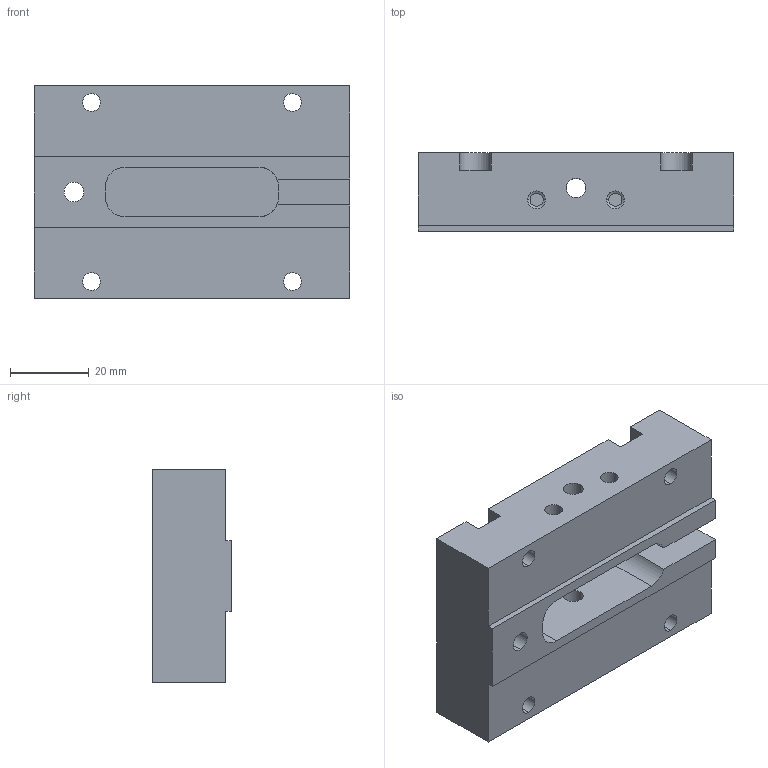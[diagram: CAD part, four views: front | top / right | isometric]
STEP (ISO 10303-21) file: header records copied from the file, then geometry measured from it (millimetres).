
FILE_DESCRIPTION (( 'STEP AP214' ), '1' );
FILE_NAME ('11_09_00_004_Fuehrungswagen_GSI_LMIX~c.STEP', '2012-11-28T14:30:19', ( ' ' ), ( ' ' ), 'SwSTEP 2.0', 'SolidWorks 2008', '' );
FILE_SCHEMA (( 'AUTOMOTIVE_DESIGN' ));
Length unit declared in the file: millimetre
Products named in the file (1): 11_09_00_004_Fuehrungswagen_GSI_LMIX~c
Bounding box: 80 x 20 x 54 mm (x, y, z)
Volume: 66890.5 mm3; surface area: 18373.9 mm2
Topology: 1 solids, 1 shells, 69 faces, 190 edges, 124 vertices
Faces by surface type: cylinder 34, plane 31, cone 4
Entity records: 2379 total; most frequent: DIRECTION 400, CARTESIAN_POINT 384, ORIENTED_EDGE 380, EDGE_CURVE 190, AXIS2_PLACEMENT_3D 140, VERTEX_POINT 124, VECTOR 120, LINE 120
